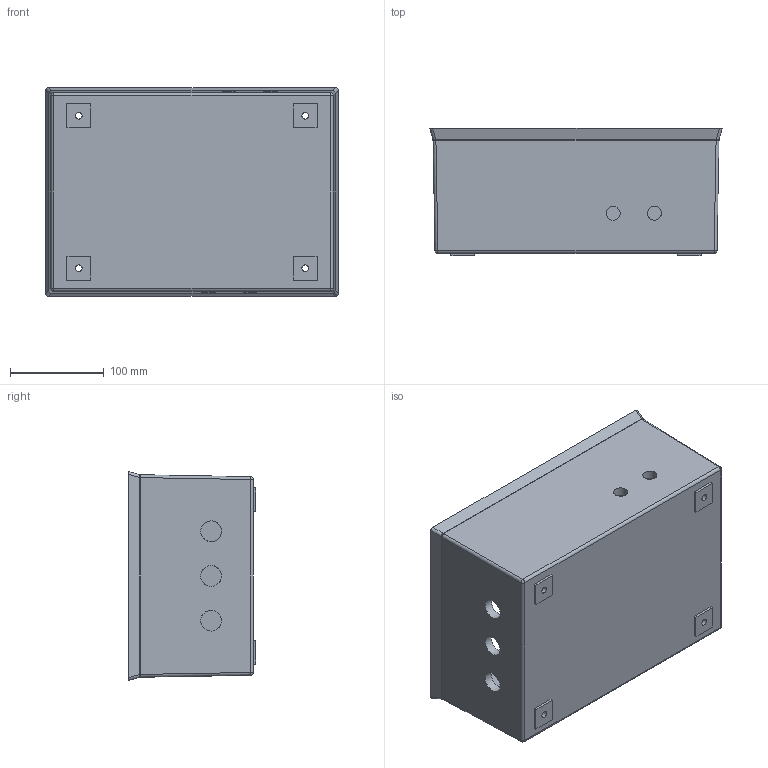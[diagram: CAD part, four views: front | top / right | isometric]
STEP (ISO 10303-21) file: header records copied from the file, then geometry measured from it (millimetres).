
FILE_DESCRIPTION(('FTC-07 geometry only from the NIST MBE PMI Validation and Conformance Testing Project - go.usa.gov/mGVm'),'2;1');
FILE_NAME('nist_ftc_07_asme1.stp','2015-05-27T17:43:07',(''),(''),'','','');
FILE_SCHEMA(('CONFIG_CONTROL_DESIGN'));
Length unit declared in the file: inch
Products named in the file (1): nist_ftc_07_asme1
Bounding box: 311.61 x 135.89 x 222.71 mm (x, y, z)
Volume: 1726247.6 mm3; surface area: 391371.3 mm2
Topology: 1 solids, 1 shells, 269 faces, 630 edges, 374 vertices
Faces by surface type: cylinder 106, plane 73, cone 28, torus 24, bspline 20, sphere 18
Full cylindrical faces by diameter (mm): 4.394 x4, 6.35 x8, 7.137 x4, 11.113 x4, 15.083 x4, 22.225 x3
Entity records: 7781 total; most frequent: CARTESIAN_POINT 1603, DIRECTION 1391, ORIENTED_EDGE 1166, EDGE_CURVE 583, AXIS2_PLACEMENT_3D 558, VERTEX_POINT 362, EDGE_LOOP 345, VECTOR 275
